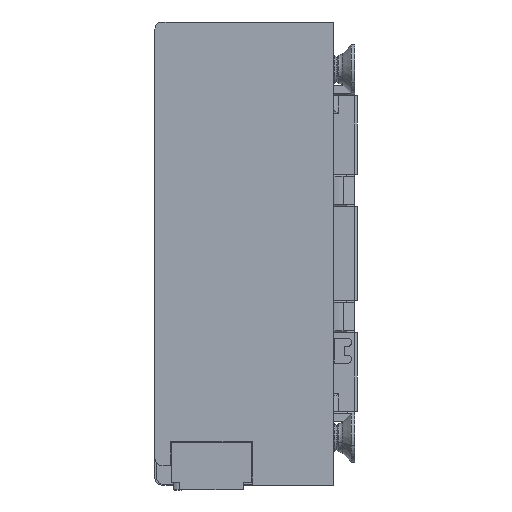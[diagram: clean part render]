
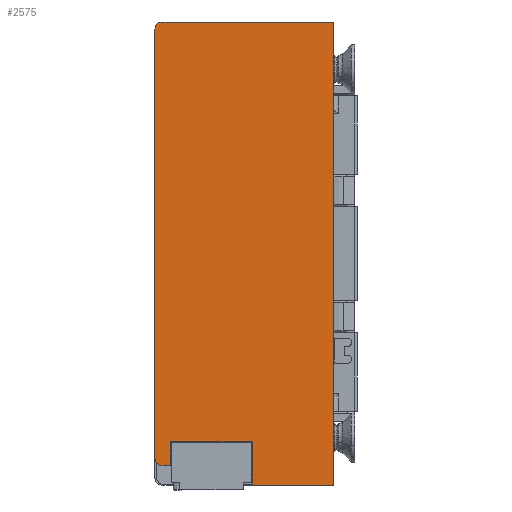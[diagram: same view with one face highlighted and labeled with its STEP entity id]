
A CAD part, front view. The second image highlights one B-rep face of the part: STEP entity #2575.
In plain terms, the highlighted planar face has unit normal (0, -1, 0).
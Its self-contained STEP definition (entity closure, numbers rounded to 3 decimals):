
#1715 = ORIENTED_EDGE ( 'NONE', *, *, #33140, .T. ) ;
#1744 = CARTESIAN_POINT ( 'NONE',  ( -5.65, -4.8, -33. ) ) ;
#1851 = EDGE_CURVE ( 'NONE', #10850, #40726, #22892, .T. ) ;
#2060 = DIRECTION ( 'NONE',  ( 0., -1., 0. ) ) ;
#2063 = CARTESIAN_POINT ( 'NONE',  ( -18.5, -4.8, 32. ) ) ;
#2372 = ORIENTED_EDGE ( 'NONE', *, *, #41480, .T. ) ;
#2479 = DIRECTION ( 'NONE',  ( 0., 0., -1. ) ) ;
#2575 = ADVANCED_FACE ( 'NONE', ( #16157 ), #16854, .T. ) ;
#2747 = CARTESIAN_POINT ( 'NONE',  ( -17.25, -4.8, -33. ) ) ;
#3669 = LINE ( 'NONE', #25295, #21299 ) ;
#3672 = LINE ( 'NONE', #41705, #39022 ) ;
#4416 = CARTESIAN_POINT ( 'NONE',  ( -19.5, -4.8, -33. ) ) ;
#4510 = DIRECTION ( 'NONE',  ( 0., 0., -1. ) ) ;
#4673 = VERTEX_POINT ( 'NONE', #1744 ) ;
#4926 = VERTEX_POINT ( 'NONE', #18012 ) ;
#6292 = DIRECTION ( 'NONE',  ( 0., 0., 1. ) ) ;
#6419 = CARTESIAN_POINT ( 'NONE',  ( -19.5, -4.8, -29.2 ) ) ;
#6638 = DIRECTION ( 'NONE',  ( 0., -1., 0. ) ) ;
#7324 = EDGE_CURVE ( 'NONE', #16136, #40726, #32962, .T. ) ;
#7661 = VECTOR ( 'NONE', #31916, 1000. ) ;
#8224 = EDGE_CURVE ( 'NONE', #16136, #4926, #41263, .T. ) ;
#8780 = AXIS2_PLACEMENT_3D ( 'NONE', #4416, #28509, #25828 ) ;
#9185 = DIRECTION ( 'NONE',  ( 0., 0., 1. ) ) ;
#9191 = ORIENTED_EDGE ( 'NONE', *, *, #22633, .T. ) ;
#9795 = DIRECTION ( 'NONE',  ( 1., 0., 0. ) ) ;
#10772 = EDGE_CURVE ( 'NONE', #10850, #31213, #26665, .T. ) ;
#10850 = VERTEX_POINT ( 'NONE', #28383 ) ;
#11361 = CARTESIAN_POINT ( 'NONE',  ( 6., -4.8, -33. ) ) ;
#11452 = LINE ( 'NONE', #2747, #38625 ) ;
#12269 = ORIENTED_EDGE ( 'NONE', *, *, #43215, .T. ) ;
#12998 = ORIENTED_EDGE ( 'NONE', *, *, #10772, .F. ) ;
#13285 = EDGE_CURVE ( 'NONE', #19485, #33880, #18117, .T. ) ;
#14760 = CARTESIAN_POINT ( 'NONE',  ( -5.65, -4.8, -33. ) ) ;
#16096 = EDGE_LOOP ( 'NONE', ( #21818, #19691, #9191, #2372, #12269, #12998, #25105, #21830, #28421, #1715 ) ) ;
#16136 = VERTEX_POINT ( 'NONE', #6419 ) ;
#16157 = FACE_OUTER_BOUND ( 'NONE', #16096, .T. ) ;
#16384 = CARTESIAN_POINT ( 'NONE',  ( -5.65, -4.8, -26.8 ) ) ;
#16750 = CARTESIAN_POINT ( 'NONE',  ( -17.25, -4.8, -26.8 ) ) ;
#16854 = PLANE ( 'NONE',  #8780 ) ;
#17198 = AXIS2_PLACEMENT_3D ( 'NONE', #23168, #2060, #26744 ) ;
#17216 = VECTOR ( 'NONE', #20825, 1000. ) ;
#17865 = VECTOR ( 'NONE', #18357, 1000. ) ;
#18012 = CARTESIAN_POINT ( 'NONE',  ( -18.5, -4.8, -30.2 ) ) ;
#18117 = LINE ( 'NONE', #39190, #7661 ) ;
#18357 = DIRECTION ( 'NONE',  ( 0., 0., 1. ) ) ;
#19485 = VERTEX_POINT ( 'NONE', #16750 ) ;
#19691 = ORIENTED_EDGE ( 'NONE', *, *, #13285, .T. ) ;
#20767 = VERTEX_POINT ( 'NONE', #11361 ) ;
#20825 = DIRECTION ( 'NONE',  ( 1., 0., 0. ) ) ;
#21299 = VECTOR ( 'NONE', #28848, 1000. ) ;
#21818 = ORIENTED_EDGE ( 'NONE', *, *, #39719, .T. ) ;
#21830 = ORIENTED_EDGE ( 'NONE', *, *, #7324, .F. ) ;
#22633 = EDGE_CURVE ( 'NONE', #33880, #4673, #33538, .T. ) ;
#22892 = CIRCLE ( 'NONE', #28007, 1. ) ;
#23168 = CARTESIAN_POINT ( 'NONE',  ( -18.5, -4.8, -29.2 ) ) ;
#24094 = VECTOR ( 'NONE', #4510, 1000. ) ;
#24631 = VECTOR ( 'NONE', #9185, 1000. ) ;
#25105 = ORIENTED_EDGE ( 'NONE', *, *, #1851, .T. ) ;
#25295 = CARTESIAN_POINT ( 'NONE',  ( -19.5, -4.8, -30.2 ) ) ;
#25828 = DIRECTION ( 'NONE',  ( 0., 0., -1. ) ) ;
#26665 = LINE ( 'NONE', #31508, #17216 ) ;
#26744 = DIRECTION ( 'NONE',  ( 0., 0., -1. ) ) ;
#28007 = AXIS2_PLACEMENT_3D ( 'NONE', #2063, #6638, #2479 ) ;
#28383 = CARTESIAN_POINT ( 'NONE',  ( -18.5, -4.8, 33. ) ) ;
#28421 = ORIENTED_EDGE ( 'NONE', *, *, #8224, .T. ) ;
#28509 = DIRECTION ( 'NONE',  ( 0., -1., 0. ) ) ;
#28848 = DIRECTION ( 'NONE',  ( 1., 0., 0. ) ) ;
#29251 = CARTESIAN_POINT ( 'NONE',  ( -19.5, -4.8, 32. ) ) ;
#29548 = LINE ( 'NONE', #43134, #17865 ) ;
#30397 = CARTESIAN_POINT ( 'NONE',  ( -19.5, -4.8, -33. ) ) ;
#31213 = VERTEX_POINT ( 'NONE', #32156 ) ;
#31508 = CARTESIAN_POINT ( 'NONE',  ( -19.5, -4.8, 33. ) ) ;
#31916 = DIRECTION ( 'NONE',  ( 1., 0., 0. ) ) ;
#32156 = CARTESIAN_POINT ( 'NONE',  ( 6., -4.8, 33. ) ) ;
#32962 = LINE ( 'NONE', #30397, #24631 ) ;
#33140 = EDGE_CURVE ( 'NONE', #4926, #36787, #3669, .T. ) ;
#33538 = LINE ( 'NONE', #14760, #24094 ) ;
#33880 = VERTEX_POINT ( 'NONE', #16384 ) ;
#36787 = VERTEX_POINT ( 'NONE', #36973 ) ;
#36973 = CARTESIAN_POINT ( 'NONE',  ( -17.25, -4.8, -30.2 ) ) ;
#38625 = VECTOR ( 'NONE', #6292, 1000. ) ;
#39022 = VECTOR ( 'NONE', #9795, 1000. ) ;
#39190 = CARTESIAN_POINT ( 'NONE',  ( -19.5, -4.8, -26.8 ) ) ;
#39719 = EDGE_CURVE ( 'NONE', #36787, #19485, #11452, .T. ) ;
#40726 = VERTEX_POINT ( 'NONE', #29251 ) ;
#41263 = CIRCLE ( 'NONE', #17198, 1. ) ;
#41480 = EDGE_CURVE ( 'NONE', #4673, #20767, #3672, .T. ) ;
#41705 = CARTESIAN_POINT ( 'NONE',  ( -19.5, -4.8, -33. ) ) ;
#43134 = CARTESIAN_POINT ( 'NONE',  ( 6., -4.8, -33. ) ) ;
#43215 = EDGE_CURVE ( 'NONE', #20767, #31213, #29548, .T. ) ;
